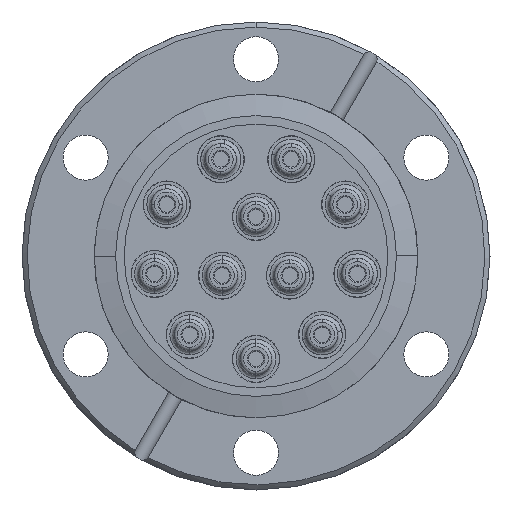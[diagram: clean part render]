
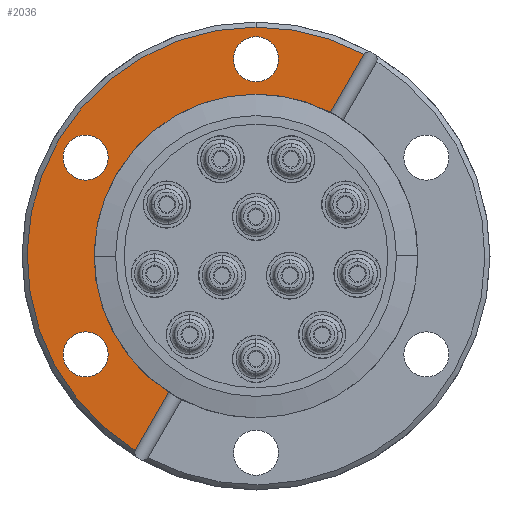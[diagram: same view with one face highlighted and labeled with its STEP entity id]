
A CAD part, front view. The second image highlights one B-rep face of the part: STEP entity #2036.
In plain terms, the highlighted planar face has unit normal (0, -1, 0).
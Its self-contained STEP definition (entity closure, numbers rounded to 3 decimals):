
#34 = FACE_OUTER_BOUND ( 'NONE', #14490, .T. ) ;
#456 = AXIS2_PLACEMENT_3D ( 'NONE', #540, #12224, #2205 ) ;
#540 = CARTESIAN_POINT ( 'NONE',  ( 2.376, 17.097, 0. ) ) ;
#682 = CARTESIAN_POINT ( 'NONE',  ( -15.681, 17.097, -29.001 ) ) ;
#1092 = AXIS2_PLACEMENT_3D ( 'NONE', #21482, #11523, #1535 ) ;
#1452 = AXIS2_PLACEMENT_3D ( 'NONE', #17787, #7794, #19434 ) ;
#1535 = DIRECTION ( 'NONE',  ( 0., 0., -1. ) ) ;
#2036 = ADVANCED_FACE ( 'NONE', ( #4504, #3959, #17324, #34 ), #4461, .T. ) ;
#2057 = CARTESIAN_POINT ( 'NONE',  ( 2.376, 17.097, 32.728 ) ) ;
#2137 = CARTESIAN_POINT ( 'NONE',  ( 2.376, 17.097, 34.163 ) ) ;
#2205 = DIRECTION ( 'NONE',  ( 0., 0., -1. ) ) ;
#2619 = EDGE_CURVE ( 'NONE', #13798, #12056, #5786, .T. ) ;
#3118 = ORIENTED_EDGE ( 'NONE', *, *, #17017, .F. ) ;
#3315 = DIRECTION ( 'NONE',  ( 0., -1., 0. ) ) ;
#3642 = DIRECTION ( 'NONE',  ( 0., -1., 0. ) ) ;
#3875 = ORIENTED_EDGE ( 'NONE', *, *, #21480, .F. ) ;
#3959 = FACE_BOUND ( 'NONE', #11958, .T. ) ;
#4163 = DIRECTION ( 'NONE',  ( 0., -1., 0. ) ) ;
#4404 = DIRECTION ( 'NONE',  ( 0., -1., 0. ) ) ;
#4461 = PLANE ( 'NONE',  #18443 ) ;
#4504 = FACE_BOUND ( 'NONE', #5180, .T. ) ;
#4852 = CARTESIAN_POINT ( 'NONE',  ( -23.053, 17.097, -11.316 ) ) ;
#5180 = EDGE_LOOP ( 'NONE', ( #3875, #16316 ) ) ;
#5241 = EDGE_CURVE ( 'NONE', #13375, #21514, #16160, .T. ) ;
#5385 = VECTOR ( 'NONE', #17786, 1000. ) ;
#5637 = VERTEX_POINT ( 'NONE', #2057 ) ;
#5734 = AXIS2_PLACEMENT_3D ( 'NONE', #18428, #8449, #20081 ) ;
#5786 = CIRCLE ( 'NONE', #16111, 3.365 ) ;
#5821 = EDGE_CURVE ( 'NONE', #12344, #20369, #18982, .T. ) ;
#6157 = CARTESIAN_POINT ( 'NONE',  ( 36.539, 17.097, 0. ) ) ;
#6576 = CARTESIAN_POINT ( 'NONE',  ( 2.376, 17.097, 29.362 ) ) ;
#6643 = ORIENTED_EDGE ( 'NONE', *, *, #17152, .T. ) ;
#6909 = EDGE_LOOP ( 'NONE', ( #10119, #17839 ) ) ;
#6977 = VERTEX_POINT ( 'NONE', #682 ) ;
#7097 = CARTESIAN_POINT ( 'NONE',  ( 18.463, 17.097, 30.138 ) ) ;
#7436 = AXIS2_PLACEMENT_3D ( 'NONE', #13065, #3315, #15016 ) ;
#7500 = EDGE_CURVE ( 'NONE', #20369, #12344, #12196, .T. ) ;
#7794 = DIRECTION ( 'NONE',  ( 0., -1., 0. ) ) ;
#8275 = DIRECTION ( 'NONE',  ( 0., 0., -1. ) ) ;
#8449 = DIRECTION ( 'NONE',  ( 0., -1., 0. ) ) ;
#8941 = CARTESIAN_POINT ( 'NONE',  ( -23.053, 17.097, 18.047 ) ) ;
#9159 = ORIENTED_EDGE ( 'NONE', *, *, #5241, .T. ) ;
#9543 = AXIS2_PLACEMENT_3D ( 'NONE', #19607, #9653, #21251 ) ;
#9653 = DIRECTION ( 'NONE',  ( 0., 1., 0. ) ) ;
#9666 = ORIENTED_EDGE ( 'NONE', *, *, #5821, .F. ) ;
#10074 = CARTESIAN_POINT ( 'NONE',  ( 13.455, 17.097, 21.465 ) ) ;
#10119 = ORIENTED_EDGE ( 'NONE', *, *, #2619, .F. ) ;
#10445 = AXIS2_PLACEMENT_3D ( 'NONE', #14171, #4163, #15862 ) ;
#10489 = CIRCLE ( 'NONE', #5734, 34.163 ) ;
#10857 = EDGE_CURVE ( 'NONE', #14979, #6977, #14140, .T. ) ;
#11523 = DIRECTION ( 'NONE',  ( 0., -1., 0. ) ) ;
#11629 = EDGE_CURVE ( 'NONE', #12056, #13798, #21174, .T. ) ;
#11745 = ORIENTED_EDGE ( 'NONE', *, *, #13708, .T. ) ;
#11958 = EDGE_LOOP ( 'NONE', ( #9666, #18180 ) ) ;
#12056 = VERTEX_POINT ( 'NONE', #18055 ) ;
#12196 = CIRCLE ( 'NONE', #10445, 3.365 ) ;
#12224 = DIRECTION ( 'NONE',  ( 0., 1., 0. ) ) ;
#12282 = VERTEX_POINT ( 'NONE', #7097 ) ;
#12334 = CARTESIAN_POINT ( 'NONE',  ( -23.053, 17.097, 11.316 ) ) ;
#12344 = VERTEX_POINT ( 'NONE', #8941 ) ;
#12768 = CIRCLE ( 'NONE', #14629, 3.365 ) ;
#13065 = CARTESIAN_POINT ( 'NONE',  ( 2.376, 17.097, 29.362 ) ) ;
#13375 = VERTEX_POINT ( 'NONE', #18590 ) ;
#13404 = DIRECTION ( 'NONE',  ( -0.5, 0., -0.866 ) ) ;
#13653 = AXIS2_PLACEMENT_3D ( 'NONE', #13679, #3642, #15355 ) ;
#13679 = CARTESIAN_POINT ( 'NONE',  ( -23.053, 17.097, -14.681 ) ) ;
#13708 = EDGE_CURVE ( 'NONE', #14979, #13375, #16684, .T. ) ;
#13734 = CIRCLE ( 'NONE', #7436, 3.365 ) ;
#13798 = VERTEX_POINT ( 'NONE', #4852 ) ;
#14140 = LINE ( 'NONE', #21600, #18067 ) ;
#14171 = CARTESIAN_POINT ( 'NONE',  ( -23.053, 17.097, 14.681 ) ) ;
#14201 = CARTESIAN_POINT ( 'NONE',  ( 2.376, 17.097, 25.997 ) ) ;
#14281 = LINE ( 'NONE', #16098, #5385 ) ;
#14306 = VERTEX_POINT ( 'NONE', #14201 ) ;
#14427 = CARTESIAN_POINT ( 'NONE',  ( -23.053, 17.097, -14.681 ) ) ;
#14490 = EDGE_LOOP ( 'NONE', ( #3118, #6643, #18657, #17158, #11745, #9159 ) ) ;
#14629 = AXIS2_PLACEMENT_3D ( 'NONE', #6576, #18240, #8275 ) ;
#14864 = EDGE_CURVE ( 'NONE', #14306, #5637, #12768, .T. ) ;
#14979 = VERTEX_POINT ( 'NONE', #15178 ) ;
#15016 = DIRECTION ( 'NONE',  ( 0., 0., -1. ) ) ;
#15178 = CARTESIAN_POINT ( 'NONE',  ( -10.673, 17.097, -20.327 ) ) ;
#15355 = DIRECTION ( 'NONE',  ( 0., 0., -1. ) ) ;
#15862 = DIRECTION ( 'NONE',  ( 0., 0., -1. ) ) ;
#16039 = VERTEX_POINT ( 'NONE', #2137 ) ;
#16098 = CARTESIAN_POINT ( 'NONE',  ( 13.455, 17.097, 21.465 ) ) ;
#16111 = AXIS2_PLACEMENT_3D ( 'NONE', #14427, #4404, #16114 ) ;
#16114 = DIRECTION ( 'NONE',  ( 0., 0., -1. ) ) ;
#16115 = CIRCLE ( 'NONE', #1092, 34.163 ) ;
#16160 = CIRCLE ( 'NONE', #456, 24.155 ) ;
#16316 = ORIENTED_EDGE ( 'NONE', *, *, #14864, .F. ) ;
#16684 = CIRCLE ( 'NONE', #9543, 24.155 ) ;
#17017 = EDGE_CURVE ( 'NONE', #12282, #21514, #14281, .T. ) ;
#17152 = EDGE_CURVE ( 'NONE', #12282, #16039, #16115, .T. ) ;
#17158 = ORIENTED_EDGE ( 'NONE', *, *, #10857, .F. ) ;
#17324 = FACE_BOUND ( 'NONE', #6909, .T. ) ;
#17702 = DIRECTION ( 'NONE',  ( 0., -1., 0. ) ) ;
#17786 = DIRECTION ( 'NONE',  ( -0.5, 0., -0.866 ) ) ;
#17787 = CARTESIAN_POINT ( 'NONE',  ( -23.053, 17.097, 14.681 ) ) ;
#17839 = ORIENTED_EDGE ( 'NONE', *, *, #11629, .F. ) ;
#18055 = CARTESIAN_POINT ( 'NONE',  ( -23.053, 17.097, -18.047 ) ) ;
#18067 = VECTOR ( 'NONE', #13404, 1000. ) ;
#18180 = ORIENTED_EDGE ( 'NONE', *, *, #7500, .F. ) ;
#18181 = EDGE_CURVE ( 'NONE', #16039, #6977, #10489, .T. ) ;
#18240 = DIRECTION ( 'NONE',  ( 0., -1., 0. ) ) ;
#18428 = CARTESIAN_POINT ( 'NONE',  ( 2.376, 17.097, 0. ) ) ;
#18443 = AXIS2_PLACEMENT_3D ( 'NONE', #6157, #17702, #19500 ) ;
#18590 = CARTESIAN_POINT ( 'NONE',  ( 2.376, 17.097, 24.155 ) ) ;
#18657 = ORIENTED_EDGE ( 'NONE', *, *, #18181, .T. ) ;
#18982 = CIRCLE ( 'NONE', #1452, 3.365 ) ;
#19434 = DIRECTION ( 'NONE',  ( 0., 0., -1. ) ) ;
#19500 = DIRECTION ( 'NONE',  ( 0., 0., -1. ) ) ;
#19607 = CARTESIAN_POINT ( 'NONE',  ( 2.376, 17.097, 0. ) ) ;
#20081 = DIRECTION ( 'NONE',  ( 0., 0., -1. ) ) ;
#20369 = VERTEX_POINT ( 'NONE', #12334 ) ;
#21174 = CIRCLE ( 'NONE', #13653, 3.365 ) ;
#21251 = DIRECTION ( 'NONE',  ( 0., 0., -1. ) ) ;
#21480 = EDGE_CURVE ( 'NONE', #5637, #14306, #13734, .T. ) ;
#21482 = CARTESIAN_POINT ( 'NONE',  ( 2.376, 17.097, 0. ) ) ;
#21514 = VERTEX_POINT ( 'NONE', #10074 ) ;
#21600 = CARTESIAN_POINT ( 'NONE',  ( -10.673, 17.097, -20.327 ) ) ;
